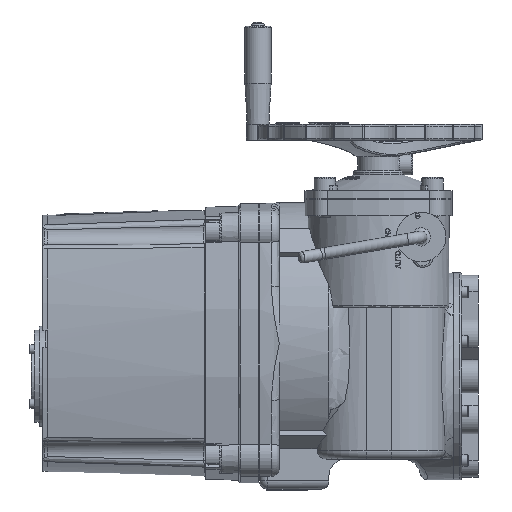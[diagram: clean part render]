
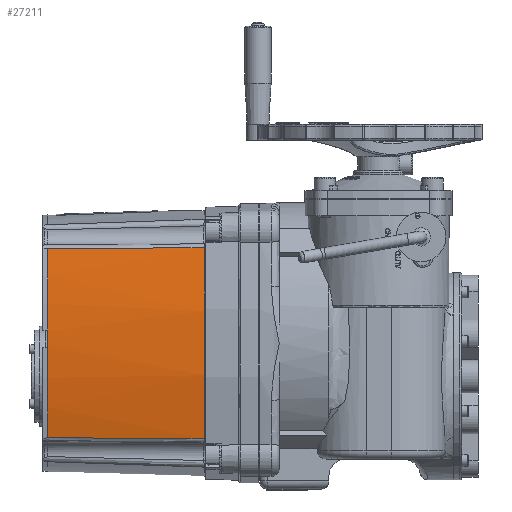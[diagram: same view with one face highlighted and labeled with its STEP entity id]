
A CAD part, left-side view. The second image highlights one B-rep face of the part: STEP entity #27211.
In plain terms, the highlighted conical face has half-angle 2 degrees and reference radius 282.052 mm.
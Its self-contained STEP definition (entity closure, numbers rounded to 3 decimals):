
#786=B_SPLINE_CURVE_WITH_KNOTS('',3,(#40530,#40531,#40532,#40533),
 .UNSPECIFIED.,.F.,.F.,(4,4),(-9.836,-0.386),
 .UNSPECIFIED.);
#787=B_SPLINE_CURVE_WITH_KNOTS('',3,(#40540,#40541,#40542,#40543),
 .UNSPECIFIED.,.F.,.F.,(4,4),(-9.75,-0.3),
 .UNSPECIFIED.);
#2334=CONICAL_SURFACE('',#29210,282.052,0.035);
#2513=FACE_OUTER_BOUND('',#4146,.T.);
#4146=EDGE_LOOP('',(#17502,#17503,#17504,#17505,#17506,#17507));
#6059=CIRCLE('',#29190,282.018);
#6075=CIRCLE('',#29211,278.72);
#6076=CIRCLE('',#29212,278.72);
#6077=CIRCLE('',#29213,278.72);
#10667=VERTEX_POINT('',#40263);
#10670=VERTEX_POINT('',#40282);
#10694=VERTEX_POINT('',#40529);
#10695=VERTEX_POINT('',#40534);
#10696=VERTEX_POINT('',#40536);
#10697=VERTEX_POINT('',#40538);
#13289=EDGE_CURVE('',#10667,#10670,#6059,.T.);
#13321=EDGE_CURVE('',#10694,#10667,#786,.T.);
#13322=EDGE_CURVE('',#10694,#10695,#6075,.T.);
#13323=EDGE_CURVE('',#10695,#10696,#6076,.T.);
#13324=EDGE_CURVE('',#10696,#10697,#6077,.T.);
#13325=EDGE_CURVE('',#10670,#10697,#787,.T.);
#17502=ORIENTED_EDGE('',*,*,#13289,.F.);
#17503=ORIENTED_EDGE('',*,*,#13321,.F.);
#17504=ORIENTED_EDGE('',*,*,#13322,.T.);
#17505=ORIENTED_EDGE('',*,*,#13323,.T.);
#17506=ORIENTED_EDGE('',*,*,#13324,.T.);
#17507=ORIENTED_EDGE('',*,*,#13325,.F.);
#27211=ADVANCED_FACE('',(#2513),#2334,.T.);
#29190=AXIS2_PLACEMENT_3D('',#40286,#32421,#32422);
#29210=AXIS2_PLACEMENT_3D('',#40528,#32461,#32462);
#29211=AXIS2_PLACEMENT_3D('',#40535,#32463,#32464);
#29212=AXIS2_PLACEMENT_3D('',#40537,#32465,#32466);
#29213=AXIS2_PLACEMENT_3D('',#40539,#32467,#32468);
#32421=DIRECTION('center_axis',(0.,-1.,0.));
#32422=DIRECTION('ref_axis',(0.,0.,1.));
#32461=DIRECTION('center_axis',(0.,-1.,0.));
#32462=DIRECTION('ref_axis',(-0.22,0.,0.975));
#32463=DIRECTION('center_axis',(0.,-1.,0.));
#32464=DIRECTION('ref_axis',(-0.22,0.,0.975));
#32465=DIRECTION('center_axis',(0.,-1.,0.));
#32466=DIRECTION('ref_axis',(-0.22,0.,0.975));
#32467=DIRECTION('center_axis',(0.,-1.,0.));
#32468=DIRECTION('ref_axis',(-0.22,0.,0.975));
#40263=CARTESIAN_POINT('',(77.715,155.565,84.799));
#40282=CARTESIAN_POINT('',(-37.715,155.565,84.799));
#40286=CARTESIAN_POINT('Origin',(20.,155.565,-191.25));
#40528=CARTESIAN_POINT('Origin',(20.,154.6,-191.25));
#40529=CARTESIAN_POINT('',(77.044,250.,81.57));
#40530=CARTESIAN_POINT('Ctrl Pts',(77.044,250.,81.57));
#40531=CARTESIAN_POINT('Ctrl Pts',(77.11,218.522,82.679));
#40532=CARTESIAN_POINT('Ctrl Pts',(77.334,187.043,83.756));
#40533=CARTESIAN_POINT('Ctrl Pts',(77.715,155.565,84.799));
#40534=CARTESIAN_POINT('',(27.359,250.,87.373));
#40535=CARTESIAN_POINT('Origin',(20.,250.,-191.25));
#40536=CARTESIAN_POINT('',(17.359,250.,87.458));
#40537=CARTESIAN_POINT('Origin',(20.,250.,-191.25));
#40538=CARTESIAN_POINT('',(-37.044,250.,81.57));
#40539=CARTESIAN_POINT('Origin',(20.,250.,-191.25));
#40540=CARTESIAN_POINT('Ctrl Pts',(-37.715,155.565,84.799));
#40541=CARTESIAN_POINT('Ctrl Pts',(-37.334,187.043,83.756));
#40542=CARTESIAN_POINT('Ctrl Pts',(-37.11,218.522,82.679));
#40543=CARTESIAN_POINT('Ctrl Pts',(-37.044,250.,81.57));
